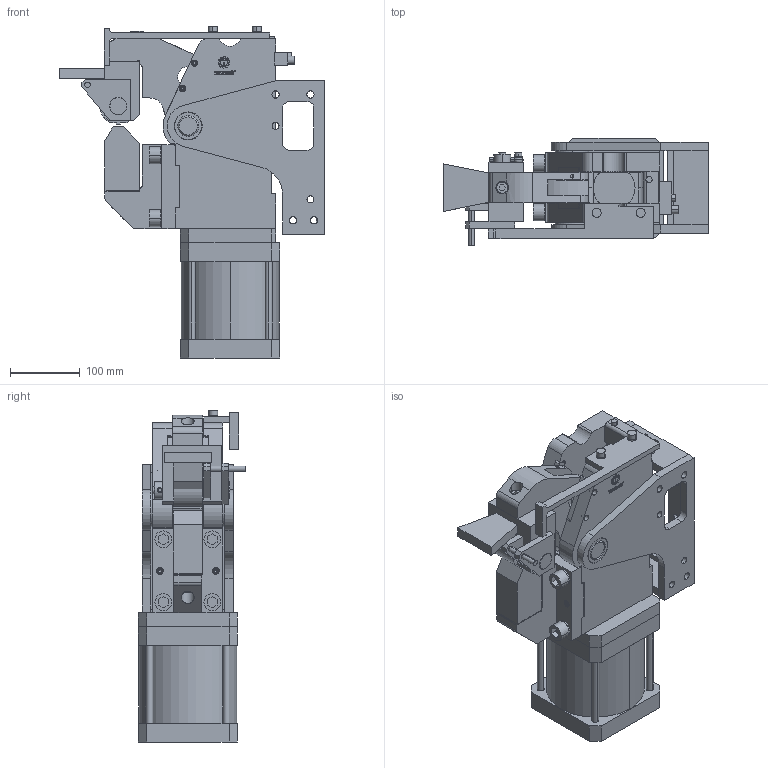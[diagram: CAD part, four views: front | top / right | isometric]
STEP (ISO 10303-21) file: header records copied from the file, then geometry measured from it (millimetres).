
FILE_DESCRIPTION(('CATIA V5 STEP Exchange'),'2;1');
FILE_NAME('260264_PFS_400-60_PO_6-8_A3.stp','2012-03-01T07:09:03+00:00',('none'),('none'),'CATIA Version 5 Release 19 SP 3 (IN-10)','CATIA V5 STEP AP203','none');
FILE_SCHEMA(('CONFIG_CONTROL_DESIGN'));
Length unit declared in the file: millimetre
Products named in the file (1): 260264_PFS_400-60_PO_6-8_A3
Bounding box: 379 x 154 x 475 mm (x, y, z)
Volume: 6955779.9 mm3; surface area: 1017379.6 mm2
Topology: 55 solids, 67 shells, 891 faces, 2291 edges, 1539 vertices
Faces by surface type: plane 437, cylinder 370, cone 76, bspline 6, sphere 2
Entity records: 26099 total; most frequent: CARTESIAN_POINT 5632, ORIENTED_EDGE 4344, DIRECTION 3433, EDGE_CURVE 2247, VERTEX_POINT 1527, AXIS2_PLACEMENT_3D 1468, VECTOR 1261, LINE 1261
